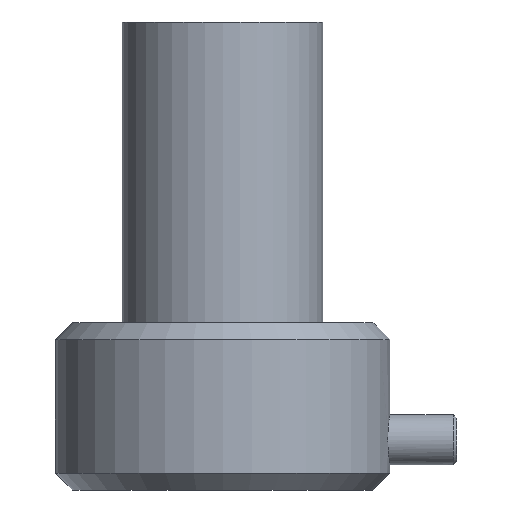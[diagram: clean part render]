
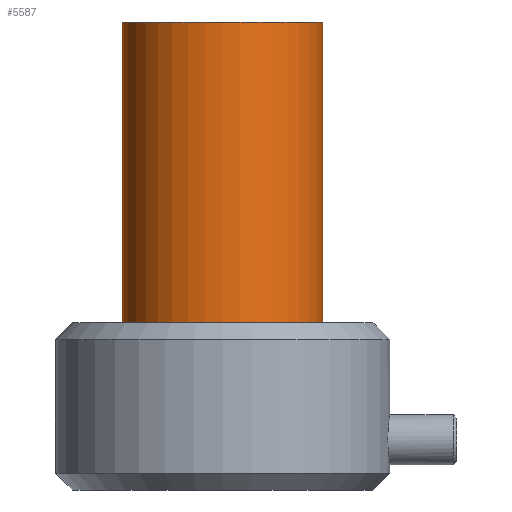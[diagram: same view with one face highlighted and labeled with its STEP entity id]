
A CAD part, front view. The second image highlights one B-rep face of the part: STEP entity #5587.
In plain terms, the highlighted cylindrical face has radius 3 mm (diameter 6 mm), a full revolution.
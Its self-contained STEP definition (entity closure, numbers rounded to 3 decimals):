
#48=CYLINDRICAL_SURFACE('',#5801,3.);
#54=CIRCLE('',#5789,3.);
#59=CIRCLE('',#5802,3.);
#498=FACE_OUTER_BOUND('',#827,.T.);
#827=EDGE_LOOP('',(#4985,#4986,#4987,#4988));
#1257=LINE('',#10573,#1685);
#1685=VECTOR('',#6461,3.);
#2590=VERTEX_POINT('',#10552);
#2595=VERTEX_POINT('',#10572);
#3394=EDGE_CURVE('',#2590,#2590,#54,.T.);
#3401=EDGE_CURVE('',#2590,#2595,#1257,.T.);
#3402=EDGE_CURVE('',#2595,#2595,#59,.T.);
#4985=ORIENTED_EDGE('',*,*,#3394,.T.);
#4986=ORIENTED_EDGE('',*,*,#3401,.T.);
#4987=ORIENTED_EDGE('',*,*,#3402,.F.);
#4988=ORIENTED_EDGE('',*,*,#3401,.F.);
#5587=ADVANCED_FACE('',(#498),#48,.T.);
#5789=AXIS2_PLACEMENT_3D('',#10553,#6433,#6434);
#5801=AXIS2_PLACEMENT_3D('',#10571,#6459,#6460);
#5802=AXIS2_PLACEMENT_3D('',#10574,#6462,#6463);
#6433=DIRECTION('center_axis',(0.,0.,-1.));
#6434=DIRECTION('ref_axis',(-1.,0.,0.));
#6459=DIRECTION('center_axis',(0.,0.,1.));
#6460=DIRECTION('ref_axis',(-1.,0.,0.));
#6461=DIRECTION('',(0.,0.,-1.));
#6462=DIRECTION('center_axis',(0.,0.,-1.));
#6463=DIRECTION('ref_axis',(-1.,0.,0.));
#10552=CARTESIAN_POINT('',(3.,0.,9.));
#10553=CARTESIAN_POINT('Origin',(0.,0.,9.));
#10571=CARTESIAN_POINT('Origin',(0.,0.,0.));
#10572=CARTESIAN_POINT('',(3.,0.,0.));
#10573=CARTESIAN_POINT('',(3.,0.,0.));
#10574=CARTESIAN_POINT('Origin',(0.,0.,0.));
